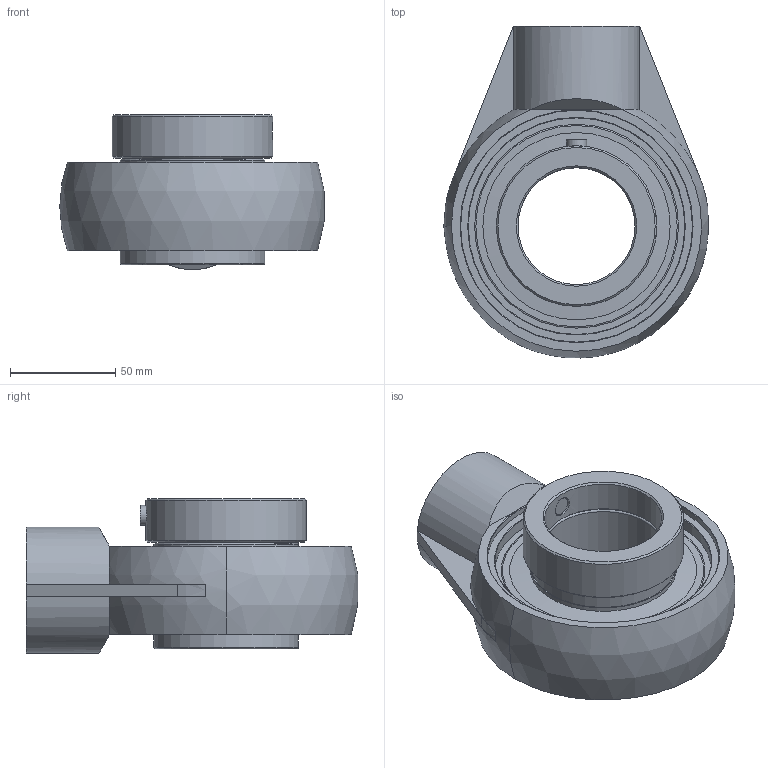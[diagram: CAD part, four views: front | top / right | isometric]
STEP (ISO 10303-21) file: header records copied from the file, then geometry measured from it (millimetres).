
FILE_DESCRIPTION(('HOOPS Exchange Step'),'2;1');
FILE_NAME('export-4D1EE765-7B21-4F2D-ACB0-6C17B9DE5A55.stp','2020-05-19T16:19:41-07:00',('dkerr'),('Alibre'),'HOOPS Exchange 2020.0','Alibre','Unknown authorisation');
FILE_SCHEMA( ('AP242_MANAGED_MODEL_BASED_3D_ENGINEERING_MIM_LF {1 0 10303 442 1 1 4 }') );
Length unit declared in the file: inch
Products named in the file (8): MRN SHAM L4L 211; SHC 211 (Setscrew); SHC 211 (Ball Bearing); SHC 211 (Shield); SHC 211-35 (Collar); SHC 211-35 L4L (2.1875inch) (Race); MRN SHC 211-35 L4L (2.1875inch); MRN SHCSHAM 211-35 L4L (2.1875inch)
Assembly tree (7 placements, depth 3):
  MRN SHCSHAM 211-35 L4L (2.1875inch)
    MRN SHAM L4L 211
    MRN SHC 211-35 L4L (2.1875inch)
      SHC 211 (Setscrew)
      SHC 211 (Ball Bearing)
      SHC 211 (Shield)
      SHC 211-35 (Collar)
      SHC 211-35 L4L (2.1875inch) (Race)
Bounding box: 125.5 x 157.57 x 73.53 mm (x, y, z)
Volume: 404046.1 mm3; surface area: 123541.5 mm2
Topology: 17 solids, 17 shells, 114 faces, 306 edges, 209 vertices
Faces by surface type: plane 47, cylinder 28, cone 16, sphere 15, torus 8
Full cylindrical faces by diameter (mm): 9.525 x3, 31.75 x1, 55.562 x2, 64.973 x2, 68.58 x4, 69.596 x2, 76.2 x1, 87.884 x2, 88.9 x4, 102.825 x1, 104.825 x1, 110.1 x1
Entity records: 4617 total; most frequent: CARTESIAN_POINT 1444, DIRECTION 706, ORIENTED_EDGE 564, AXIS2_PLACEMENT_3D 305, EDGE_CURVE 282, VERTEX_POINT 209, CIRCLE 166, EDGE_LOOP 135
